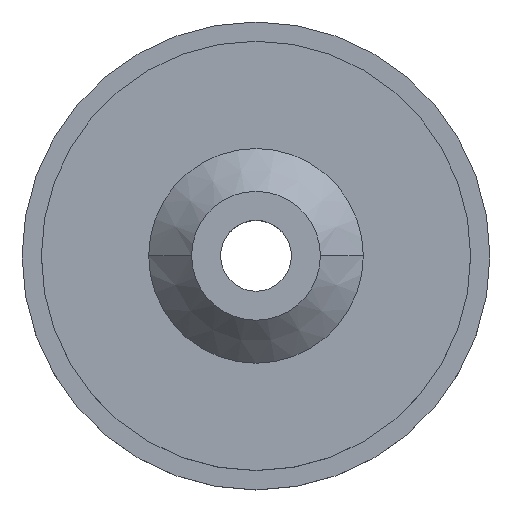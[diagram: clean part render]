
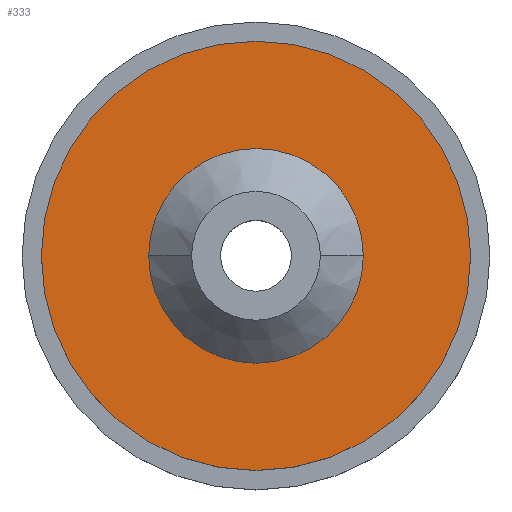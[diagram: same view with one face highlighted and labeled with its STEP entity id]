
A CAD part, top view. The second image highlights one B-rep face of the part: STEP entity #333.
In plain terms, the highlighted planar face has unit normal (0, 0, 1).
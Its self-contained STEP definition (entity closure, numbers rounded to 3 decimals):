
#10 = DIRECTION ( 'NONE',  ( 1., 0., 0. ) ) ;
#11 = DIRECTION ( 'NONE',  ( 0., 0., 1. ) ) ;
#12 = CARTESIAN_POINT ( 'NONE',  ( 0., 0., 4.5 ) ) ;
#13 = AXIS2_PLACEMENT_3D ( 'NONE', #12, #11, #10 ) ;
#14 = CIRCLE ( 'NONE', #13, 10. ) ;
#52 = DIRECTION ( 'NONE',  ( 1., 0., 0. ) ) ;
#53 = CARTESIAN_POINT ( 'NONE',  ( 0., 0., 4.5 ) ) ;
#56 = CIRCLE ( 'NONE', #81, 5. ) ;
#57 = FACE_OUTER_BOUND ( 'NONE', #335, .T. ) ;
#63 = DIRECTION ( 'NONE',  ( 0., 0., 1. ) ) ;
#64 = PLANE ( 'NONE',  #73 ) ;
#66 = CARTESIAN_POINT ( 'NONE',  ( 0., 0., 4.5 ) ) ;
#69 = FACE_BOUND ( 'NONE', #336, .T. ) ;
#71 = DIRECTION ( 'NONE',  ( 0., 0., -1. ) ) ;
#72 = DIRECTION ( 'NONE',  ( 1., 0., 0. ) ) ;
#73 = AXIS2_PLACEMENT_3D ( 'NONE', #66, #63, #72 ) ;
#81 = AXIS2_PLACEMENT_3D ( 'NONE', #53, #71, #52 ) ;
#150 = CARTESIAN_POINT ( 'NONE',  ( 5., 0., 4.5 ) ) ;
#157 = CARTESIAN_POINT ( 'NONE',  ( -10., 0., 4.5 ) ) ;
#160 = CARTESIAN_POINT ( 'NONE',  ( 10., 0., 4.5 ) ) ;
#164 = CARTESIAN_POINT ( 'NONE',  ( -5., 0., 4.5 ) ) ;
#174 = DIRECTION ( 'NONE',  ( 1., 0., 0. ) ) ;
#175 = DIRECTION ( 'NONE',  ( 0., 0., 1. ) ) ;
#186 = CARTESIAN_POINT ( 'NONE',  ( 0., 0., 4.5 ) ) ;
#189 = AXIS2_PLACEMENT_3D ( 'NONE', #186, #175, #174 ) ;
#192 = CIRCLE ( 'NONE', #189, 10. ) ;
#220 = DIRECTION ( 'NONE',  ( 1., 0., 0. ) ) ;
#221 = DIRECTION ( 'NONE',  ( 0., 0., -1. ) ) ;
#222 = CARTESIAN_POINT ( 'NONE',  ( 0., 0., 4.5 ) ) ;
#223 = AXIS2_PLACEMENT_3D ( 'NONE', #222, #221, #220 ) ;
#230 = CIRCLE ( 'NONE', #223, 5. ) ;
#237 = EDGE_CURVE ( 'NONE', #307, #308, #230, .T. ) ;
#260 = EDGE_CURVE ( 'NONE', #299, #298, #192, .T. ) ;
#265 = ORIENTED_EDGE ( 'NONE', *, *, #260, .T. ) ;
#267 = ORIENTED_EDGE ( 'NONE', *, *, #311, .T. ) ;
#298 = VERTEX_POINT ( 'NONE', #160 ) ;
#299 = VERTEX_POINT ( 'NONE', #157 ) ;
#307 = VERTEX_POINT ( 'NONE', #164 ) ;
#308 = VERTEX_POINT ( 'NONE', #150 ) ;
#311 = EDGE_CURVE ( 'NONE', #298, #299, #14, .T. ) ;
#331 = EDGE_CURVE ( 'NONE', #308, #307, #56, .T. ) ;
#333 = ADVANCED_FACE ( 'NONE', ( #69, #57 ), #64, .T. ) ;
#334 = ORIENTED_EDGE ( 'NONE', *, *, #331, .T. ) ;
#335 = EDGE_LOOP ( 'NONE', ( #265, #267 ) ) ;
#336 = EDGE_LOOP ( 'NONE', ( #343, #334 ) ) ;
#343 = ORIENTED_EDGE ( 'NONE', *, *, #237, .T. ) ;
